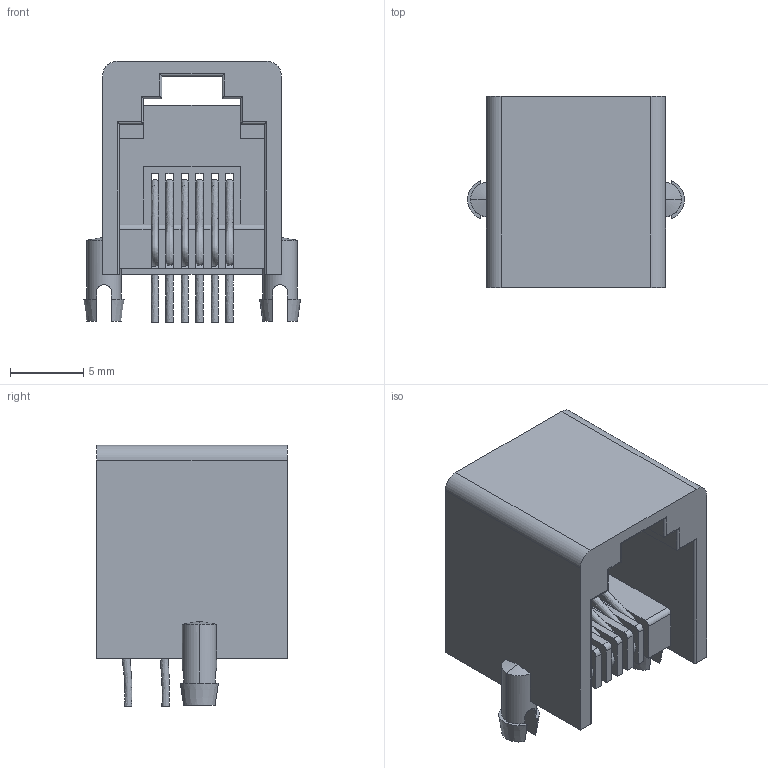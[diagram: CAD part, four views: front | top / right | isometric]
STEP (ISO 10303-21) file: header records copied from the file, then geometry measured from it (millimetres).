
FILE_DESCRIPTION(('FreeCAD Model'),'2;1');
FILE_NAME('Fusion.step', '2017-04-17T14:50:38',('kicad StepUp'),('ksu MCAD'), 'Open CASCADE STEP processor 6.8','FreeCAD','Unknown');
FILE_SCHEMA(('AUTOMOTIVE_DESIGN_CC2 { 1 2 10303 214 -1 1 5 4 }'));
Length unit declared in the file: millimetre
Products named in the file (2): ASSEMBLY; Fusion
Assembly tree (1 placements, depth 2):
  ASSEMBLY
    Fusion
Bounding box: 14.78 x 13 x 17.8 mm (x, y, z)
Volume: 1068.7 mm3; surface area: 2172 mm2
Topology: 1 solids, 1 shells, 196 faces, 623 edges, 410 vertices
Faces by surface type: plane 149, cylinder 28, cone 10, bspline 9
Entity records: 24493 total; most frequent: CARTESIAN_POINT 17600, ORIENTED_EDGE 1246, DIRECTION 1025, EDGE_CURVE 623, LINE 475, VECTOR 475, VERTEX_POINT 410, AXIS2_PLACEMENT_3D 275
